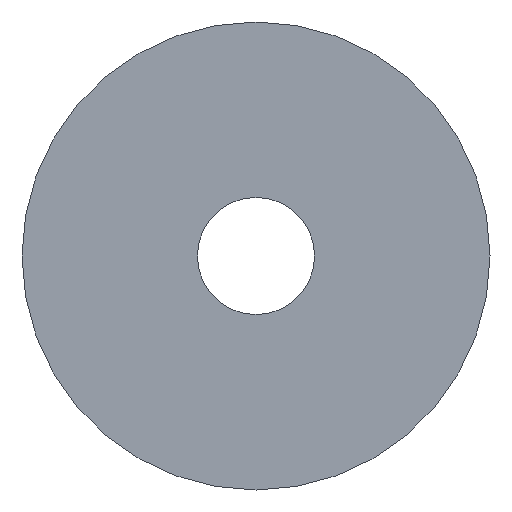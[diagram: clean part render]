
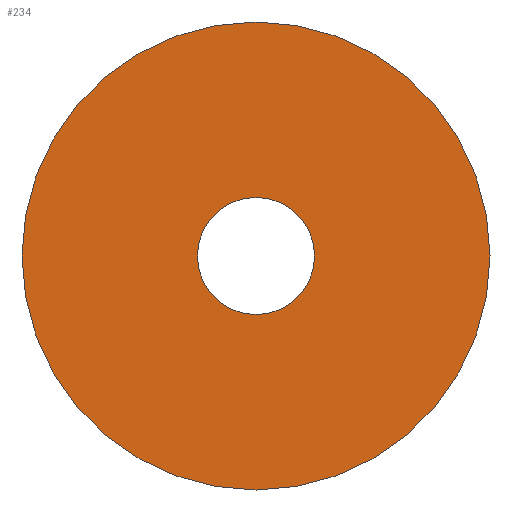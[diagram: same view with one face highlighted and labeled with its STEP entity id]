
A CAD part, front view. The second image highlights one B-rep face of the part: STEP entity #234.
In plain terms, the highlighted planar face has unit normal (0, -1, 0).
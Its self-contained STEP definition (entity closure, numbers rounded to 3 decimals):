
#13 = CARTESIAN_POINT ( 'NONE',  ( 0., 0., 0. ) ) ;
#29 = AXIS2_PLACEMENT_3D ( 'NONE', #175, #66, #115 ) ;
#33 = ORIENTED_EDGE ( 'NONE', *, *, #269, .T. ) ;
#47 = VERTEX_POINT ( 'NONE', #101 ) ;
#49 = DIRECTION ( 'NONE',  ( 0., 0., 1. ) ) ;
#51 = DIRECTION ( 'NONE',  ( 0., 1., 0. ) ) ;
#60 = VERTEX_POINT ( 'NONE', #199 ) ;
#62 = EDGE_CURVE ( 'NONE', #47, #238, #184, .T. ) ;
#63 = EDGE_CURVE ( 'NONE', #60, #243, #298, .T. ) ;
#66 = DIRECTION ( 'NONE',  ( 0., 1., 0. ) ) ;
#72 = FACE_BOUND ( 'NONE', #127, .T. ) ;
#101 = CARTESIAN_POINT ( 'NONE',  ( 0., 0., -2. ) ) ;
#109 = CARTESIAN_POINT ( 'NONE',  ( 0., 0., 0. ) ) ;
#111 = AXIS2_PLACEMENT_3D ( 'NONE', #13, #256, #49 ) ;
#115 = DIRECTION ( 'NONE',  ( 0., 0., 1. ) ) ;
#126 = AXIS2_PLACEMENT_3D ( 'NONE', #169, #147, #252 ) ;
#127 = EDGE_LOOP ( 'NONE', ( #291, #33 ) ) ;
#147 = DIRECTION ( 'NONE',  ( 0., 1., 0. ) ) ;
#153 = CARTESIAN_POINT ( 'NONE',  ( 0., 0., 2. ) ) ;
#154 = AXIS2_PLACEMENT_3D ( 'NONE', #241, #51, #198 ) ;
#161 = CIRCLE ( 'NONE', #154, 8. ) ;
#162 = FACE_OUTER_BOUND ( 'NONE', #167, .T. ) ;
#167 = EDGE_LOOP ( 'NONE', ( #230, #261 ) ) ;
#169 = CARTESIAN_POINT ( 'NONE',  ( 0., 0., 0. ) ) ;
#175 = CARTESIAN_POINT ( 'NONE',  ( 0., 0., 0. ) ) ;
#184 = CIRCLE ( 'NONE', #111, 2. ) ;
#185 = PLANE ( 'NONE',  #29 ) ;
#198 = DIRECTION ( 'NONE',  ( 0., 0., 1. ) ) ;
#199 = CARTESIAN_POINT ( 'NONE',  ( 0., 0., -8. ) ) ;
#207 = DIRECTION ( 'NONE',  ( 0., 1., 0. ) ) ;
#230 = ORIENTED_EDGE ( 'NONE', *, *, #63, .F. ) ;
#233 = EDGE_CURVE ( 'NONE', #243, #60, #161, .T. ) ;
#234 = ADVANCED_FACE ( 'NONE', ( #162, #72 ), #185, .F. ) ;
#238 = VERTEX_POINT ( 'NONE', #153 ) ;
#241 = CARTESIAN_POINT ( 'NONE',  ( 0., 0., 0. ) ) ;
#243 = VERTEX_POINT ( 'NONE', #290 ) ;
#246 = AXIS2_PLACEMENT_3D ( 'NONE', #109, #207, #263 ) ;
#249 = CIRCLE ( 'NONE', #126, 2. ) ;
#252 = DIRECTION ( 'NONE',  ( 0., 0., 1. ) ) ;
#256 = DIRECTION ( 'NONE',  ( 0., 1., 0. ) ) ;
#261 = ORIENTED_EDGE ( 'NONE', *, *, #233, .F. ) ;
#263 = DIRECTION ( 'NONE',  ( 0., 0., 1. ) ) ;
#269 = EDGE_CURVE ( 'NONE', #238, #47, #249, .T. ) ;
#290 = CARTESIAN_POINT ( 'NONE',  ( 0., 0., 8. ) ) ;
#291 = ORIENTED_EDGE ( 'NONE', *, *, #62, .T. ) ;
#298 = CIRCLE ( 'NONE', #246, 8. ) ;
